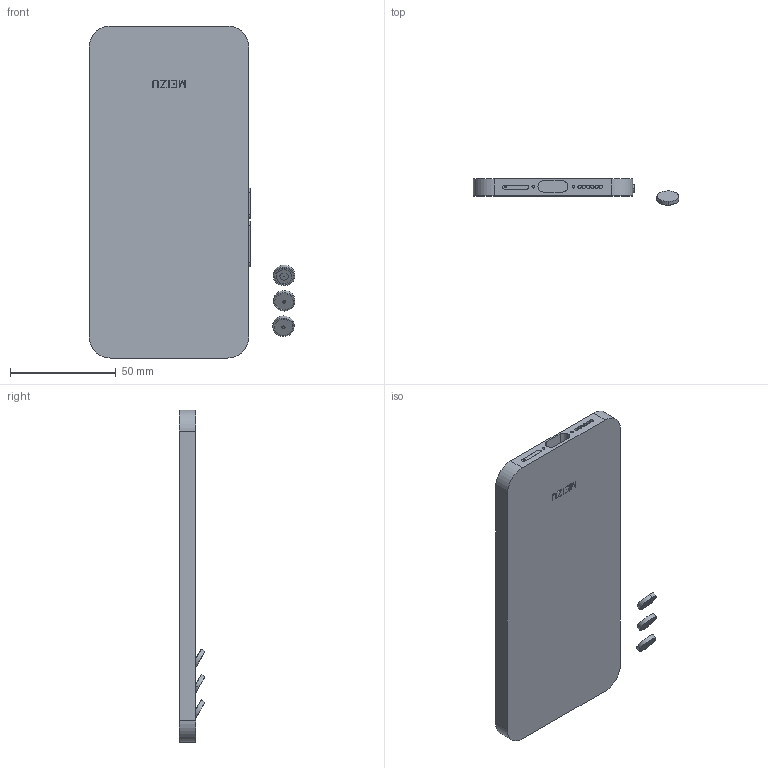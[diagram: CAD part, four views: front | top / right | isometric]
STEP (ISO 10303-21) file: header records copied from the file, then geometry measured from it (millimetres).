
FILE_DESCRIPTION (( 'STEP AP203' ), '1' );
FILE_NAME ('手机装配体1.STEP', '2025-01-14T14:16:12', ( '洪嘉锴' ), ( ' ' ), 'SwSTEP 2.0', 'SolidWorks 2024', '' );
FILE_SCHEMA (( 'CONFIG_CONTROL_DESIGN' ));
Length unit declared in the file: millimetre
Products named in the file (4): 手机装配体1; 手机体（备份）1; 摄像头1; 摄像头2 
Assembly tree (4 placements, depth 2):
  手机装配体1
    手机体（备份）1
    摄像头1  x2
    摄像头2 
Bounding box: 96.99 x 12.27 x 156.7 mm (x, y, z)
Volume: 91358.3 mm3; surface area: 29268.8 mm2
Topology: 4 solids, 4 shells, 168 faces, 387 edges, 258 vertices
Faces by surface type: plane 94, cylinder 66, bspline 8
Entity records: 5171 total; most frequent: CARTESIAN_POINT 1095, DIRECTION 771, ORIENTED_EDGE 726, EDGE_CURVE 363, AXIS2_PLACEMENT_3D 270, VERTEX_POINT 242, LINE 231, VECTOR 231
